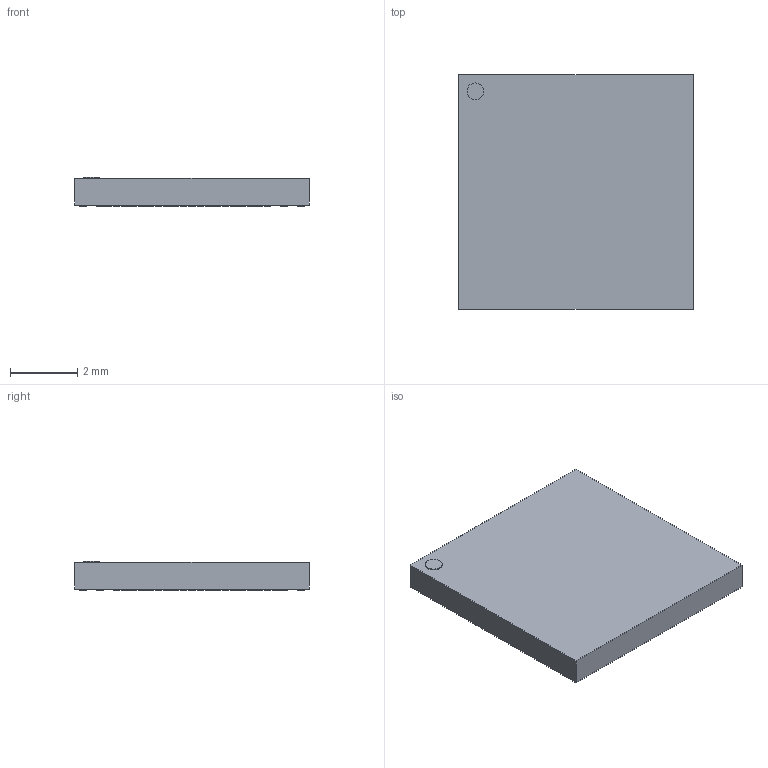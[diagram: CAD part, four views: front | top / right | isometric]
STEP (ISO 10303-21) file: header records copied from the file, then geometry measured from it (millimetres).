
FILE_DESCRIPTION(('FreeCAD Model'),'2;1');
FILE_NAME('Base_sp.step' ,'2017-08-01T13:46:29',('kicad StepUp'),('ksu MCAD'), 'Open CASCADE STEP processor 6.8','FreeCAD','Unknown');
FILE_SCHEMA(('AUTOMOTIVE_DESIGN_CC2 { 1 2 10303 214 -1 1 5 4 }'));
Length unit declared in the file: millimetre
Products named in the file (2): ASSEMBLY; Base_sp
Assembly tree (1 placements, depth 2):
  ASSEMBLY
    Base_sp
Bounding box: 7 x 7 x 0.88 mm (x, y, z)
Volume: 39.4 mm3; surface area: 122.8 mm2
Topology: 1 solids, 1 shells, 159 faces, 246 edges, 164 vertices
Faces by surface type: plane 85, cylinder 74
Full cylindrical faces by diameter (mm): 0.2 x73, 0.5 x1
Entity records: 4775 total; most frequent: DIRECTION 716, CARTESIAN_POINT 571, ORIENTED_EDGE 492, AXIS2_PLACEMENT_3D 309, EDGE_CURVE 246, FACE_BOUND 234, EDGE_LOOP 234, VERTEX_POINT 164
